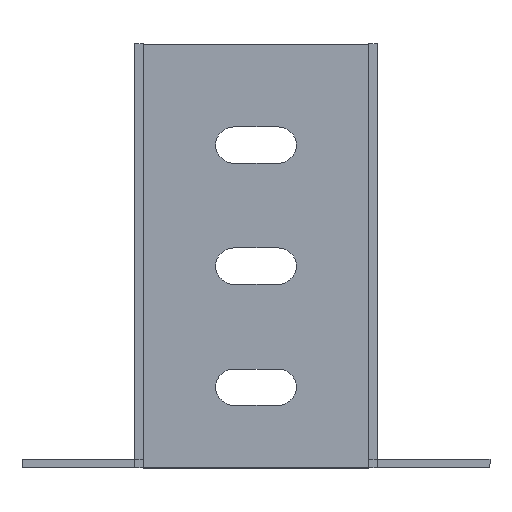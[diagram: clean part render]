
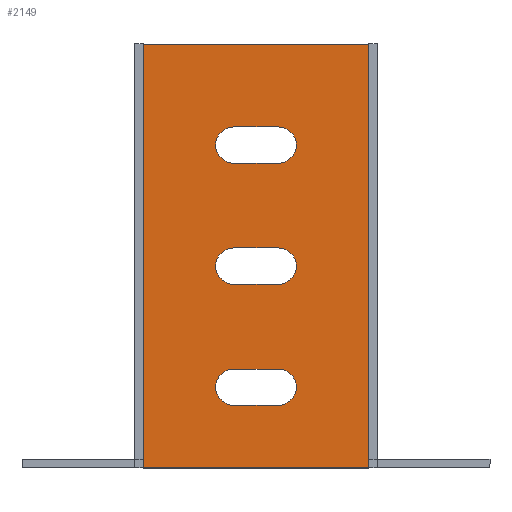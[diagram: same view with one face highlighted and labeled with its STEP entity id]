
A CAD part, top view. The second image highlights one B-rep face of the part: STEP entity #2149.
In plain terms, the highlighted planar face has unit normal (0, 0, 1).
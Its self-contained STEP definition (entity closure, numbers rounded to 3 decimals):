
#16 = VERTEX_POINT ( 'NONE', #1287 ) ;
#40 = CARTESIAN_POINT ( 'NONE',  ( 5.5, -50.5, -19. ) ) ;
#50 = VERTEX_POINT ( 'NONE', #1918 ) ;
#76 = VECTOR ( 'NONE', #735, 1000. ) ;
#141 = DIRECTION ( 'NONE',  ( -1., 0., 0. ) ) ;
#159 = ORIENTED_EDGE ( 'NONE', *, *, #1545, .T. ) ;
#158 = VECTOR ( 'NONE', #914, 1000. ) ;
#167 = DIRECTION ( 'NONE',  ( -1., 0., 0. ) ) ;
#169 = DIRECTION ( 'NONE',  ( -1., 0., 0. ) ) ;
#171 = CIRCLE ( 'NONE', #2548, 4.5 ) ;
#174 = EDGE_CURVE ( 'NONE', #755, #655, #2470, .T. ) ;
#194 = ORIENTED_EDGE ( 'NONE', *, *, #174, .F. ) ;
#208 = CARTESIAN_POINT ( 'NONE',  ( -5.5, -29.5, -19. ) ) ;
#219 = CARTESIAN_POINT ( 'NONE',  ( 5.5, -50.5, -19. ) ) ;
#226 = FACE_BOUND ( 'NONE', #1846, .T. ) ;
#238 = EDGE_LOOP ( 'NONE', ( #807, #2272, #596, #1904 ) ) ;
#246 = LINE ( 'NONE', #2202, #1397 ) ;
#251 = CARTESIAN_POINT ( 'NONE',  ( 5.5, -29.5, -19. ) ) ;
#265 = LINE ( 'NONE', #528, #76 ) ;
#295 = CARTESIAN_POINT ( 'NONE',  ( -5.5, -85., -19. ) ) ;
#330 = CARTESIAN_POINT ( 'NONE',  ( 28., 0., -19. ) ) ;
#374 = DIRECTION ( 'NONE',  ( 0., 0., -1. ) ) ;
#381 = CARTESIAN_POINT ( 'NONE',  ( 5.5, -80.5, -19. ) ) ;
#387 = ORIENTED_EDGE ( 'NONE', *, *, #1212, .T. ) ;
#393 = EDGE_CURVE ( 'NONE', #16, #820, #2437, .T. ) ;
#410 = EDGE_CURVE ( 'NONE', #937, #2598, #1266, .T. ) ;
#425 = CIRCLE ( 'NONE', #1865, 4.5 ) ;
#442 = DIRECTION ( 'NONE',  ( 1., 0., 0. ) ) ;
#454 = EDGE_CURVE ( 'NONE', #50, #2306, #1917, .T. ) ;
#459 = DIRECTION ( 'NONE',  ( 0., 1., 0. ) ) ;
#488 = CARTESIAN_POINT ( 'NONE',  ( 28., -105., -19. ) ) ;
#508 = DIRECTION ( 'NONE',  ( 1., 0., 0. ) ) ;
#511 = CARTESIAN_POINT ( 'NONE',  ( 5.5, -55., -19. ) ) ;
#517 = DIRECTION ( 'NONE',  ( -1., 0., 0. ) ) ;
#524 = CARTESIAN_POINT ( 'NONE',  ( -28., -105., -19. ) ) ;
#528 = CARTESIAN_POINT ( 'NONE',  ( 5.5, -29.5, -19. ) ) ;
#580 = CARTESIAN_POINT ( 'NONE',  ( 5.5, -85., -19. ) ) ;
#581 = CARTESIAN_POINT ( 'NONE',  ( 5.5, -80.5, -19. ) ) ;
#582 = CARTESIAN_POINT ( 'NONE',  ( -5.5, -59.5, -19. ) ) ;
#596 = ORIENTED_EDGE ( 'NONE', *, *, #1217, .T. ) ;
#629 = CARTESIAN_POINT ( 'NONE',  ( -5.5, -55., -19. ) ) ;
#655 = VERTEX_POINT ( 'NONE', #2121 ) ;
#712 = DIRECTION ( 'NONE',  ( -1., 0., 0. ) ) ;
#713 = FACE_BOUND ( 'NONE', #238, .T. ) ;
#716 = EDGE_LOOP ( 'NONE', ( #922, #1845, #387, #2630 ) ) ;
#725 = AXIS2_PLACEMENT_3D ( 'NONE', #580, #2044, #795 ) ;
#732 = EDGE_CURVE ( 'NONE', #1801, #1195, #1312, .T. ) ;
#735 = DIRECTION ( 'NONE',  ( -1., 0., 0. ) ) ;
#736 = CARTESIAN_POINT ( 'NONE',  ( 28., -105., -19. ) ) ;
#749 = CARTESIAN_POINT ( 'NONE',  ( -28., -105., -19. ) ) ;
#755 = VERTEX_POINT ( 'NONE', #524 ) ;
#795 = DIRECTION ( 'NONE',  ( -1., 0., 0. ) ) ;
#807 = ORIENTED_EDGE ( 'NONE', *, *, #2612, .T. ) ;
#809 = EDGE_CURVE ( 'NONE', #1195, #2459, #171, .T. ) ;
#820 = VERTEX_POINT ( 'NONE', #581 ) ;
#837 = VECTOR ( 'NONE', #508, 1000. ) ;
#863 = LINE ( 'NONE', #2641, #1621 ) ;
#871 = VERTEX_POINT ( 'NONE', #208 ) ;
#914 = DIRECTION ( 'NONE',  ( 0., 1., 0. ) ) ;
#922 = ORIENTED_EDGE ( 'NONE', *, *, #732, .T. ) ;
#932 = VECTOR ( 'NONE', #442, 1000. ) ;
#937 = VERTEX_POINT ( 'NONE', #582 ) ;
#948 = CARTESIAN_POINT ( 'NONE',  ( 5.5, -20.5, -19. ) ) ;
#989 = FACE_BOUND ( 'NONE', #716, .T. ) ;
#996 = CARTESIAN_POINT ( 'NONE',  ( -28., 0., -19. ) ) ;
#1042 = AXIS2_PLACEMENT_3D ( 'NONE', #629, #1808, #1883 ) ;
#1053 = DIRECTION ( 'NONE',  ( 0., 0., -1. ) ) ;
#1055 = CIRCLE ( 'NONE', #725, 4.5 ) ;
#1064 = CARTESIAN_POINT ( 'NONE',  ( 5.5, -89.5, -19. ) ) ;
#1100 = ORIENTED_EDGE ( 'NONE', *, *, #2245, .F. ) ;
#1113 = AXIS2_PLACEMENT_3D ( 'NONE', #2652, #1413, #141 ) ;
#1163 = CARTESIAN_POINT ( 'NONE',  ( 5.5, -59.5, -19. ) ) ;
#1175 = DIRECTION ( 'NONE',  ( -1., 0., 0. ) ) ;
#1195 = VERTEX_POINT ( 'NONE', #948 ) ;
#1197 = VERTEX_POINT ( 'NONE', #1163 ) ;
#1212 = EDGE_CURVE ( 'NONE', #2459, #871, #265, .T. ) ;
#1217 = EDGE_CURVE ( 'NONE', #1197, #937, #246, .T. ) ;
#1266 = CIRCLE ( 'NONE', #1042, 4.5 ) ;
#1287 = CARTESIAN_POINT ( 'NONE',  ( -5.5, -80.5, -19. ) ) ;
#1302 = CARTESIAN_POINT ( 'NONE',  ( -30., 0., -19. ) ) ;
#1312 = LINE ( 'NONE', #2193, #837 ) ;
#1350 = ORIENTED_EDGE ( 'NONE', *, *, #1700, .T. ) ;
#1351 = LINE ( 'NONE', #1302, #1693 ) ;
#1397 = VECTOR ( 'NONE', #1175, 1000. ) ;
#1413 = DIRECTION ( 'NONE',  ( 0., 0., -1. ) ) ;
#1434 = CARTESIAN_POINT ( 'NONE',  ( -5.5, -20.5, -19. ) ) ;
#1437 = CARTESIAN_POINT ( 'NONE',  ( 28., -105., -19. ) ) ;
#1443 = LINE ( 'NONE', #749, #2617 ) ;
#1455 = VECTOR ( 'NONE', #459, 1000. ) ;
#1472 = AXIS2_PLACEMENT_3D ( 'NONE', #2309, #1053, #2511 ) ;
#1494 = EDGE_CURVE ( 'NONE', #2071, #1843, #1560, .T. ) ;
#1520 = EDGE_CURVE ( 'NONE', #2654, #1197, #425, .T. ) ;
#1545 = EDGE_CURVE ( 'NONE', #2306, #16, #1749, .T. ) ;
#1560 = LINE ( 'NONE', #488, #158 ) ;
#1613 = DIRECTION ( 'NONE',  ( 0., 1., 0. ) ) ;
#1615 = VERTEX_POINT ( 'NONE', #736 ) ;
#1621 = VECTOR ( 'NONE', #1613, 1000. ) ;
#1631 = DIRECTION ( 'NONE',  ( -1., 0., 0. ) ) ;
#1687 = CARTESIAN_POINT ( 'NONE',  ( 28., -103., -19. ) ) ;
#1693 = VECTOR ( 'NONE', #2554, 1000. ) ;
#1700 = EDGE_CURVE ( 'NONE', #1615, #2071, #863, .T. ) ;
#1702 = CARTESIAN_POINT ( 'NONE',  ( -5.5, -50.5, -19. ) ) ;
#1723 = VERTEX_POINT ( 'NONE', #996 ) ;
#1742 = VECTOR ( 'NONE', #1631, 1000. ) ;
#1747 = EDGE_CURVE ( 'NONE', #820, #50, #1055, .T. ) ;
#1750 = EDGE_LOOP ( 'NONE', ( #2169, #194, #1100, #1350, #1914, #1806 ) ) ;
#1749 = CIRCLE ( 'NONE', #2291, 4.5 ) ;
#1766 = VECTOR ( 'NONE', #2484, 1000. ) ;
#1774 = DIRECTION ( 'NONE',  ( 0., 0., -1. ) ) ;
#1800 = DIRECTION ( 'NONE',  ( 0., 1., 0. ) ) ;
#1801 = VERTEX_POINT ( 'NONE', #1434 ) ;
#1806 = ORIENTED_EDGE ( 'NONE', *, *, #2435, .T. ) ;
#1808 = DIRECTION ( 'NONE',  ( 0., 0., -1. ) ) ;
#1843 = VERTEX_POINT ( 'NONE', #330 ) ;
#1845 = ORIENTED_EDGE ( 'NONE', *, *, #809, .T. ) ;
#1846 = EDGE_LOOP ( 'NONE', ( #2033, #2304, #2604, #159 ) ) ;
#1853 = CARTESIAN_POINT ( 'NONE',  ( 5.5, -25., -19. ) ) ;
#1857 = EDGE_CURVE ( 'NONE', #655, #1723, #1443, .T. ) ;
#1865 = AXIS2_PLACEMENT_3D ( 'NONE', #511, #1966, #712 ) ;
#1883 = DIRECTION ( 'NONE',  ( -1., 0., 0. ) ) ;
#1892 = VECTOR ( 'NONE', #169, 1000. ) ;
#1904 = ORIENTED_EDGE ( 'NONE', *, *, #410, .T. ) ;
#1914 = ORIENTED_EDGE ( 'NONE', *, *, #1494, .T. ) ;
#1917 = LINE ( 'NONE', #1064, #1742 ) ;
#1918 = CARTESIAN_POINT ( 'NONE',  ( 5.5, -89.5, -19. ) ) ;
#1966 = DIRECTION ( 'NONE',  ( 0., 0., -1. ) ) ;
#2033 = ORIENTED_EDGE ( 'NONE', *, *, #393, .T. ) ;
#2044 = DIRECTION ( 'NONE',  ( 0., 0., -1. ) ) ;
#2067 = CARTESIAN_POINT ( 'NONE',  ( -5.5, -89.5, -19. ) ) ;
#2071 = VERTEX_POINT ( 'NONE', #1687 ) ;
#2121 = CARTESIAN_POINT ( 'NONE',  ( -28., -103., -19. ) ) ;
#2132 = CARTESIAN_POINT ( 'NONE',  ( -28., -105., -19. ) ) ;
#2149 = ADVANCED_FACE ( 'NONE', ( #989, #713, #226, #2686 ), #2445, .F. ) ;
#2169 = ORIENTED_EDGE ( 'NONE', *, *, #1857, .F. ) ;
#2193 = CARTESIAN_POINT ( 'NONE',  ( 5.5, -20.5, -19. ) ) ;
#2202 = CARTESIAN_POINT ( 'NONE',  ( 5.5, -59.5, -19. ) ) ;
#2234 = CIRCLE ( 'NONE', #1472, 4.5 ) ;
#2245 = EDGE_CURVE ( 'NONE', #1615, #755, #2416, .T. ) ;
#2272 = ORIENTED_EDGE ( 'NONE', *, *, #1520, .T. ) ;
#2291 = AXIS2_PLACEMENT_3D ( 'NONE', #295, #1774, #517 ) ;
#2304 = ORIENTED_EDGE ( 'NONE', *, *, #1747, .T. ) ;
#2306 = VERTEX_POINT ( 'NONE', #2067 ) ;
#2309 = CARTESIAN_POINT ( 'NONE',  ( -5.5, -25., -19. ) ) ;
#2416 = LINE ( 'NONE', #1437, #1892 ) ;
#2435 = EDGE_CURVE ( 'NONE', #1843, #1723, #1351, .T. ) ;
#2437 = LINE ( 'NONE', #381, #1766 ) ;
#2445 = PLANE ( 'NONE',  #1113 ) ;
#2459 = VERTEX_POINT ( 'NONE', #251 ) ;
#2470 = LINE ( 'NONE', #2132, #1455 ) ;
#2484 = DIRECTION ( 'NONE',  ( 1., 0., 0. ) ) ;
#2511 = DIRECTION ( 'NONE',  ( -1., 0., 0. ) ) ;
#2548 = AXIS2_PLACEMENT_3D ( 'NONE', #1853, #374, #167 ) ;
#2554 = DIRECTION ( 'NONE',  ( -1., 0., 0. ) ) ;
#2580 = EDGE_CURVE ( 'NONE', #871, #1801, #2234, .T. ) ;
#2598 = VERTEX_POINT ( 'NONE', #1702 ) ;
#2604 = ORIENTED_EDGE ( 'NONE', *, *, #454, .T. ) ;
#2612 = EDGE_CURVE ( 'NONE', #2598, #2654, #2695, .T. ) ;
#2617 = VECTOR ( 'NONE', #1800, 1000. ) ;
#2630 = ORIENTED_EDGE ( 'NONE', *, *, #2580, .T. ) ;
#2641 = CARTESIAN_POINT ( 'NONE',  ( 28., -105., -19. ) ) ;
#2652 = CARTESIAN_POINT ( 'NONE',  ( -30., -105., -19. ) ) ;
#2654 = VERTEX_POINT ( 'NONE', #40 ) ;
#2686 = FACE_OUTER_BOUND ( 'NONE', #1750, .T. ) ;
#2695 = LINE ( 'NONE', #219, #932 ) ;
